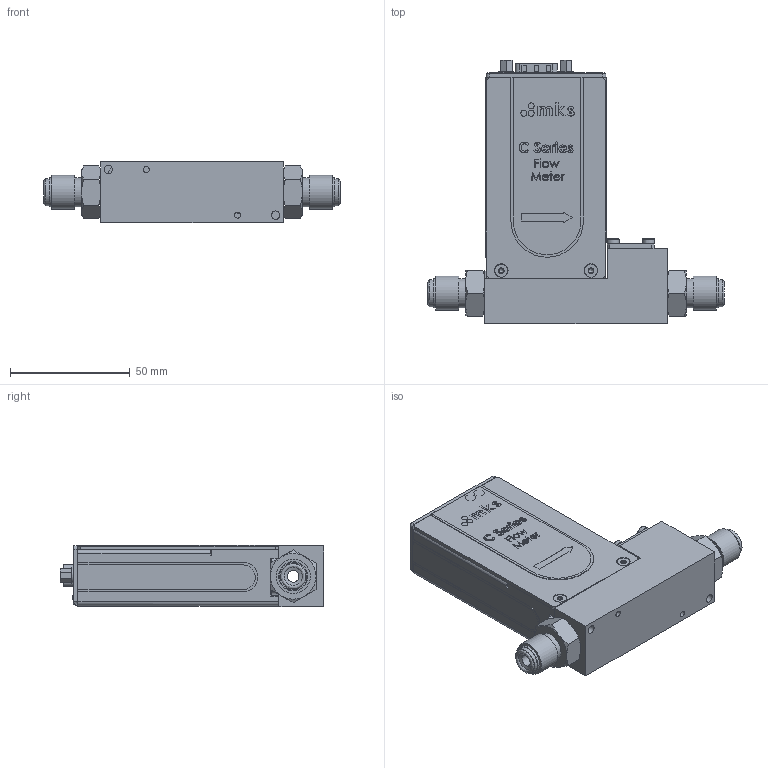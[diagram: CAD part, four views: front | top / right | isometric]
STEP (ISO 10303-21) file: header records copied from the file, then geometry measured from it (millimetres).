
FILE_DESCRIPTION (( 'STEP AP214' ), '1' );
FILE_NAME ('C-series_rs485-analog_4vcr_std_size_MFM.STEP', '2019-03-20T17:51:30', ( '' ), ( '' ), 'SwSTEP 2.0', 'SolidWorks 2015', '' );
FILE_SCHEMA (( 'AUTOMOTIVE_DESIGN' ));
Length unit declared in the file: inch
Products named in the file (1): C-series_rs485-analog_4vcr_std_size_MFM
Bounding box: 123.96 x 109.98 x 25.67 mm (x, y, z)
Surface area: 43269.3 mm2 (no closed solid volume)
Topology: 0 solids, 219 shells, 796 faces, 6218 edges, 5619 vertices
Faces by surface type: plane 510, cylinder 154, bspline 78, cone 46, torus 8
Full cylindrical faces by diameter (mm): 0.61 x9, 1.016 x1, 1.194 x1, 1.524 x1, 1.702 x1, 2.261 x2, 2.5 x2, 2.512 x1, 3.454 x2, 4.826 x2, 5 x4, 6.35 x2, 11.379 x2, 12.192 x4, 14.252 x2
Entity records: 97967 total; most frequent: CARTESIAN_POINT 48220, ORIENTED_EDGE 7186, EDGE_CURVE 6150, VERTEX_POINT 5604, DIRECTION 5528, LINE 3364, VECTOR 3364, B_SPLINE_CURVE_WITH_KNOTS 2423
